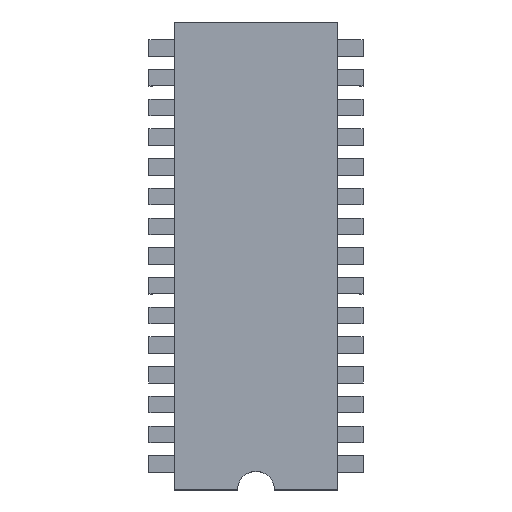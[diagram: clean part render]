
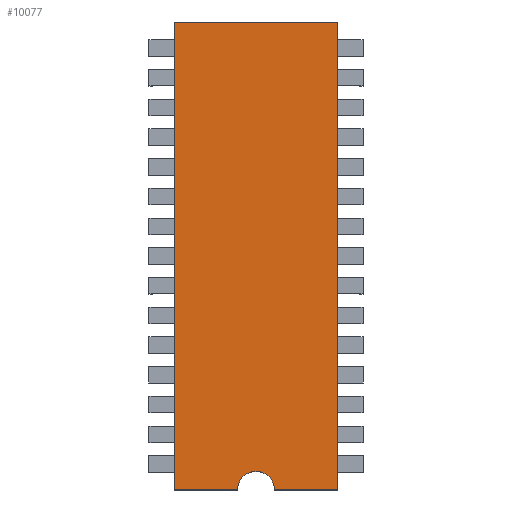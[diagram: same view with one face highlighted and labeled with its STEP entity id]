
A CAD part, top view. The second image highlights one B-rep face of the part: STEP entity #10077.
In plain terms, the highlighted planar face has unit normal (0, 0, 1).
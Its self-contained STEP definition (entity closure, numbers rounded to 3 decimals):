
#10021=CARTESIAN_POINT('POINT601',(5.29,-18.89,6.));
#10022=VERTEX_POINT('VERTEX601',#10021);
#10023=CARTESIAN_POINT('POINT602',(8.,-18.89,6.));
#10024=VERTEX_POINT('VERTEX602',#10023);
#10025=CARTESIAN_POINT('POS1231',(5.29,-18.89,6.));
#10026=DIRECTION('DIR1561',(1.,0.,0.));
#10027=VECTOR('VEC901',#10026,1.);
#10028=LINE('STRAIGHT901',#10025,#10027);
#10029=EDGE_CURVE('EDGE901',#10022,#10024,#10028,.T.);
#10030=ORIENTED_EDGE('COEDGE1681',*,*,#10029,.T.);
#10031=CARTESIAN_POINT('POINT603',(8.,1.11,6.));
#10032=VERTEX_POINT('VERTEX603',#10031);
#10033=CARTESIAN_POINT('POS1232',(8.,-18.89,6.));
#10034=DIRECTION('DIR1562',(0.,1.,0.));
#10035=VECTOR('VEC902',#10034,1.);
#10036=LINE('STRAIGHT902',#10033,#10035);
#10037=EDGE_CURVE('EDGE902',#10024,#10032,#10036,.T.);
#10038=ORIENTED_EDGE('COEDGE1682',*,*,#10037,.T.);
#10039=CARTESIAN_POINT('POINT604',(1.,1.11,6.));
#10040=VERTEX_POINT('VERTEX604',#10039);
#10041=CARTESIAN_POINT('POS1233',(8.,1.11,6.));
#10042=DIRECTION('DIR1563',(-1.,0.,0.));
#10043=VECTOR('VEC903',#10042,1.);
#10044=LINE('STRAIGHT903',#10041,#10043);
#10045=EDGE_CURVE('EDGE903',#10032,#10040,#10044,.T.);
#10046=ORIENTED_EDGE('COEDGE1683',*,*,#10045,.T.);
#10047=CARTESIAN_POINT('POINT605',(1.,-18.89,6.));
#10048=VERTEX_POINT('VERTEX605',#10047);
#10049=CARTESIAN_POINT('POS1234',(1.,1.11,6.));
#10050=DIRECTION('DIR1564',(0.,-1.,0.));
#10051=VECTOR('VEC904',#10050,1.);
#10052=LINE('STRAIGHT904',#10049,#10051);
#10053=EDGE_CURVE('EDGE904',#10040,#10048,#10052,.T.);
#10054=ORIENTED_EDGE('COEDGE1684',*,*,#10053,.T.);
#10055=CARTESIAN_POINT('POINT606',(3.71,-18.89,6.));
#10056=VERTEX_POINT('VERTEX606',#10055);
#10057=CARTESIAN_POINT('POS1235',(1.,-18.89,6.));
#10058=DIRECTION('DIR1565',(1.,0.,0.));
#10059=VECTOR('VEC905',#10058,1.);
#10060=LINE('STRAIGHT905',#10057,#10059);
#10061=EDGE_CURVE('EDGE905',#10048,#10056,#10060,.T.);
#10062=ORIENTED_EDGE('COEDGE1685',*,*,#10061,.T.);
#10063=CARTESIAN_POINT('POS1236',(4.5,-18.89,6.));
#10064=DIRECTION('DIR1566',(0.,0.,1.));
#10065=DIRECTION('DIR1567',(1.,0.,0.));
#10066=AXIS2_PLACEMENT_3D('AXIS331',#10063,#10064,#10065);
#10067=CIRCLE('ELLIPSE1',#10066,0.79);
#10068=EDGE_CURVE('EDGE906',#10022,#10056,#10067,.T.);
#10069=ORIENTED_EDGE('COEDGE1686',*,*,#10068,.F.);
#10070=EDGE_LOOP('NONE',(#10030,#10038,#10046,#10054,#10062,#10069));
#10071=FACE_BOUND('LOOP1',#10070,.T.);
#10072=CARTESIAN_POINT('POS1237',(0.,0.,6.));
#10073=DIRECTION('DIR1568',(0.,0.,1.));
#10074=DIRECTION('DIR1569',(1.,0.,0.));
#10075=AXIS2_PLACEMENT_3D('AXIS332',#10072,#10073,#10074);
#10076=PLANE('PLANE331',#10075);
#10077=ADVANCED_FACE('FACE331',(#10071),#10076,.T.);
